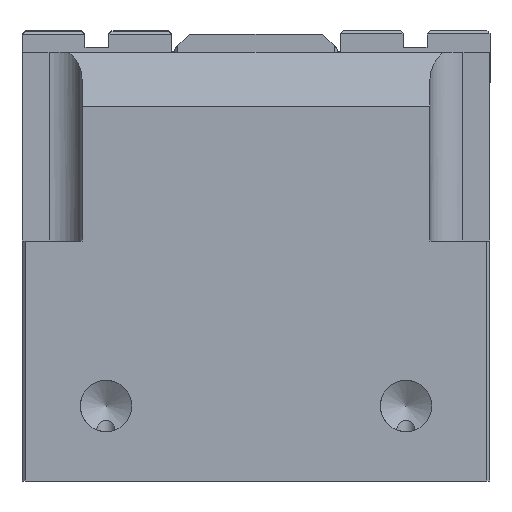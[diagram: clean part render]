
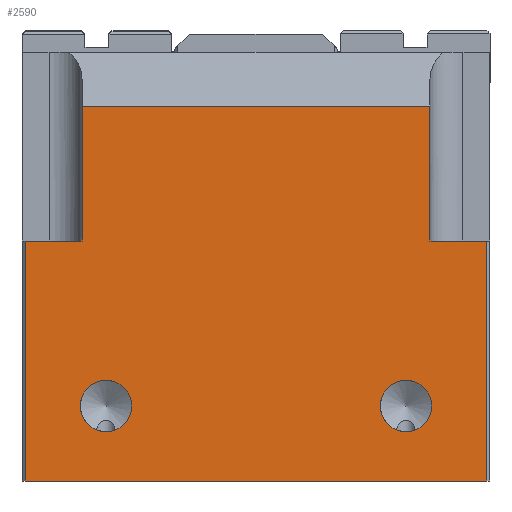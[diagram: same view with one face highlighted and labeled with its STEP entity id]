
A CAD part, front view. The second image highlights one B-rep face of the part: STEP entity #2590.
In plain terms, the highlighted planar face has unit normal (0, -1, 0).
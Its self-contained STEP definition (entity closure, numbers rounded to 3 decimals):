
#48=LINE('',#3873,#303);
#119=LINE('',#4102,#374);
#120=LINE('',#4105,#375);
#123=LINE('',#4115,#378);
#124=LINE('',#4117,#379);
#125=LINE('',#4119,#380);
#126=LINE('',#4121,#381);
#127=LINE('',#4122,#382);
#303=VECTOR('',#3031,10.);
#374=VECTOR('',#3254,10.);
#375=VECTOR('',#3257,10.);
#378=VECTOR('',#3266,10.);
#379=VECTOR('',#3267,10.);
#380=VECTOR('',#3268,10.);
#381=VECTOR('',#3269,10.);
#382=VECTOR('',#3270,10.);
#581=PLANE('',#2810);
#702=FACE_BOUND('',#1029,.T.);
#703=FACE_BOUND('',#1030,.T.);
#826=FACE_OUTER_BOUND('',#1028,.T.);
#1028=EDGE_LOOP('',(#2051,#2052,#2053,#2054,#2055,#2056,#2057,#2058));
#1029=EDGE_LOOP('',(#2059));
#1030=EDGE_LOOP('',(#2060));
#1148=CIRCLE('',#2701,4.283);
#1150=CIRCLE('',#2705,4.283);
#1231=VERTEX_POINT('',#3750);
#1234=VERTEX_POINT('',#3803);
#1250=VERTEX_POINT('',#3870);
#1251=VERTEX_POINT('',#3872);
#1333=VERTEX_POINT('',#4100);
#1334=VERTEX_POINT('',#4104);
#1338=VERTEX_POINT('',#4114);
#1339=VERTEX_POINT('',#4116);
#1340=VERTEX_POINT('',#4118);
#1341=VERTEX_POINT('',#4120);
#1475=EDGE_CURVE('',#1231,#1231,#1148,.T.);
#1479=EDGE_CURVE('',#1234,#1234,#1150,.T.);
#1496=EDGE_CURVE('',#1250,#1251,#48,.T.);
#1601=EDGE_CURVE('',#1251,#1333,#119,.T.);
#1602=EDGE_CURVE('',#1334,#1333,#120,.T.);
#1607=EDGE_CURVE('',#1338,#1250,#123,.T.);
#1608=EDGE_CURVE('',#1338,#1339,#124,.T.);
#1609=EDGE_CURVE('',#1339,#1340,#125,.T.);
#1610=EDGE_CURVE('',#1341,#1340,#126,.T.);
#1611=EDGE_CURVE('',#1341,#1334,#127,.T.);
#2051=ORIENTED_EDGE('',*,*,#1601,.F.);
#2052=ORIENTED_EDGE('',*,*,#1496,.F.);
#2053=ORIENTED_EDGE('',*,*,#1607,.F.);
#2054=ORIENTED_EDGE('',*,*,#1608,.T.);
#2055=ORIENTED_EDGE('',*,*,#1609,.T.);
#2056=ORIENTED_EDGE('',*,*,#1610,.F.);
#2057=ORIENTED_EDGE('',*,*,#1611,.T.);
#2058=ORIENTED_EDGE('',*,*,#1602,.T.);
#2059=ORIENTED_EDGE('',*,*,#1475,.T.);
#2060=ORIENTED_EDGE('',*,*,#1479,.T.);
#2590=ADVANCED_FACE('',(#826,#702,#703),#581,.T.);
#2701=AXIS2_PLACEMENT_3D('',#3751,#2968,#2969);
#2705=AXIS2_PLACEMENT_3D('',#3804,#2976,#2977);
#2810=AXIS2_PLACEMENT_3D('',#4113,#3264,#3265);
#2968=DIRECTION('center_axis',(0.,1.,0.));
#2969=DIRECTION('ref_axis',(1.,0.,0.));
#2976=DIRECTION('center_axis',(0.,1.,0.));
#2977=DIRECTION('ref_axis',(1.,0.,0.));
#3031=DIRECTION('',(-1.,0.,0.));
#3254=DIRECTION('',(0.,0.,1.));
#3257=DIRECTION('',(-1.,0.,0.));
#3264=DIRECTION('center_axis',(0.,-1.,0.));
#3265=DIRECTION('ref_axis',(1.,0.,0.));
#3266=DIRECTION('',(0.,0.,-1.));
#3267=DIRECTION('',(-1.,0.,0.));
#3268=DIRECTION('',(0.,0.,1.));
#3269=DIRECTION('',(1.,0.,0.));
#3270=DIRECTION('',(0.,0.,-1.));
#3750=CARTESIAN_POINT('',(-20.717,-30.,12.5));
#3751=CARTESIAN_POINT('Origin',(-25.,-30.,12.5));
#3803=CARTESIAN_POINT('',(29.283,-30.,12.5));
#3804=CARTESIAN_POINT('Origin',(25.,-30.,12.5));
#3870=CARTESIAN_POINT('',(38.5,-30.,0.));
#3872=CARTESIAN_POINT('',(-38.5,-30.,0.));
#3873=CARTESIAN_POINT('',(39.,-30.,0.));
#4100=CARTESIAN_POINT('',(-38.5,-30.,40.));
#4102=CARTESIAN_POINT('',(-38.5,-30.,0.));
#4104=CARTESIAN_POINT('',(-29.,-30.,40.));
#4105=CARTESIAN_POINT('',(-36.971,-30.,40.));
#4113=CARTESIAN_POINT('Origin',(-39.,-30.,0.));
#4114=CARTESIAN_POINT('',(38.5,-30.,40.));
#4115=CARTESIAN_POINT('',(38.5,-30.,0.));
#4116=CARTESIAN_POINT('',(29.,-30.,40.));
#4117=CARTESIAN_POINT('',(-2.029,-30.,40.));
#4118=CARTESIAN_POINT('',(29.,-30.,62.5));
#4119=CARTESIAN_POINT('',(29.,-30.,35.75));
#4120=CARTESIAN_POINT('',(-29.,-30.,62.5));
#4121=CARTESIAN_POINT('',(-19.5,-30.,62.5));
#4122=CARTESIAN_POINT('',(-29.,-30.,35.75));
